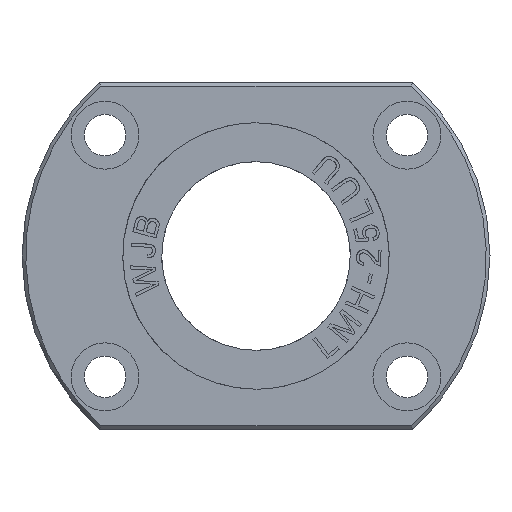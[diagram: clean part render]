
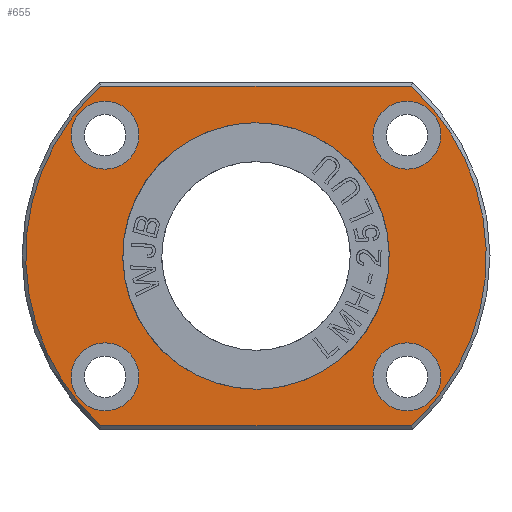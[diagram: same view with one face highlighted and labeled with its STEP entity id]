
A CAD part, left-side view. The second image highlights one B-rep face of the part: STEP entity #655.
In plain terms, the highlighted planar face has unit normal (-1, 0, 0).
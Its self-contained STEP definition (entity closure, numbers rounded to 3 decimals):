
#607=CIRCLE('',#6793,4.5);
#608=CIRCLE('',#6794,4.5);
#609=CIRCLE('',#6795,4.5);
#610=CIRCLE('',#6796,4.5);
#655=ADVANCED_FACE('',(#1318,#1319,#1320,#1321,#1322,#1323),#1021,.T.);
#1021=PLANE('',#6797);
#1318=FACE_BOUND('',#1417,.T.);
#1319=FACE_BOUND('',#1418,.T.);
#1320=FACE_BOUND('',#1419,.T.);
#1321=FACE_BOUND('',#1420,.T.);
#1322=FACE_BOUND('',#1421,.T.);
#1323=FACE_BOUND('',#1422,.T.);
#1417=EDGE_LOOP('',(#2531));
#1418=EDGE_LOOP('',(#2532));
#1419=EDGE_LOOP('',(#2533,#2534));
#1420=EDGE_LOOP('',(#2535,#2536,#2537,#2538));
#1421=EDGE_LOOP('',(#2539));
#1422=EDGE_LOOP('',(#2540));
#1892=B_SPLINE_CURVE_WITH_KNOTS('',3,(#10150,#10151,#10152,#10153,#10154,
#10155,#10156,#10157,#10158,#10159),.UNSPECIFIED.,.F.,.F.,(4,2,2,2,4),(0.,
0.25,0.5,0.75,1.),.UNSPECIFIED.);
#1893=B_SPLINE_CURVE_WITH_KNOTS('',3,(#10162,#10163,#10164,#10165,#10166,
#10167,#10168,#10169,#10170,#10171),.UNSPECIFIED.,.F.,.F.,(4,2,2,2,4),(0.,
0.25,0.5,0.75,1.),.UNSPECIFIED.);
#1894=B_SPLINE_CURVE_WITH_KNOTS('',3,(#10172,#10173,#10174,#10175,#10176,
#10177,#10178,#10179,#10180,#10181),.UNSPECIFIED.,.F.,.F.,(4,2,2,2,4),(0.,
0.25,0.5,0.75,1.),.UNSPECIFIED.);
#1895=B_SPLINE_CURVE_WITH_KNOTS('',3,(#10184,#10185,#10186,#10187),.UNSPECIFIED.,
 .F.,.F.,(4,4),(0.,1.),.UNSPECIFIED.);
#1896=B_SPLINE_CURVE_WITH_KNOTS('',3,(#10189,#10190,#10191,#10192,#10193,
#10194,#10195,#10196,#10197,#10198),.UNSPECIFIED.,.F.,.F.,(4,2,2,2,4),(0.,
0.25,0.5,0.75,1.),.UNSPECIFIED.);
#1897=B_SPLINE_CURVE_WITH_KNOTS('',3,(#10200,#10201,#10202,#10203),.UNSPECIFIED.,
 .F.,.F.,(4,4),(0.,1.),.UNSPECIFIED.);
#2531=ORIENTED_EDGE('',*,*,#5027,.T.);
#2532=ORIENTED_EDGE('',*,*,#5028,.F.);
#2533=ORIENTED_EDGE('',*,*,#5029,.T.);
#2534=ORIENTED_EDGE('',*,*,#5030,.T.);
#2535=ORIENTED_EDGE('',*,*,#5031,.F.);
#2536=ORIENTED_EDGE('',*,*,#5032,.F.);
#2537=ORIENTED_EDGE('',*,*,#5033,.F.);
#2538=ORIENTED_EDGE('',*,*,#5034,.F.);
#2539=ORIENTED_EDGE('',*,*,#5035,.F.);
#2540=ORIENTED_EDGE('',*,*,#5036,.T.);
#4396=VERTEX_POINT('',#10147);
#4397=VERTEX_POINT('',#10149);
#4398=VERTEX_POINT('',#10160);
#4399=VERTEX_POINT('',#10161);
#4400=VERTEX_POINT('',#10182);
#4401=VERTEX_POINT('',#10183);
#4402=VERTEX_POINT('',#10188);
#4403=VERTEX_POINT('',#10199);
#4404=VERTEX_POINT('',#10205);
#4405=VERTEX_POINT('',#10207);
#5027=EDGE_CURVE('',#4396,#4396,#607,.T.);
#5028=EDGE_CURVE('',#4397,#4397,#608,.T.);
#5029=EDGE_CURVE('',#4398,#4399,#1892,.T.);
#5030=EDGE_CURVE('',#4399,#4398,#1893,.T.);
#5031=EDGE_CURVE('',#4400,#4401,#1894,.T.);
#5032=EDGE_CURVE('',#4402,#4400,#1895,.T.);
#5033=EDGE_CURVE('',#4403,#4402,#1896,.T.);
#5034=EDGE_CURVE('',#4401,#4403,#1897,.T.);
#5035=EDGE_CURVE('',#4404,#4404,#609,.T.);
#5036=EDGE_CURVE('',#4405,#4405,#610,.T.);
#6793=AXIS2_PLACEMENT_3D('',#10146,#7385,#7386);
#6794=AXIS2_PLACEMENT_3D('',#10148,#7387,#7388);
#6795=AXIS2_PLACEMENT_3D('',#10204,#7389,#7390);
#6796=AXIS2_PLACEMENT_3D('',#10206,#7391,#7392);
#6797=AXIS2_PLACEMENT_3D('',#10208,#7393,#7394);
#7385=DIRECTION('',(1.,0.,0.));
#7386=DIRECTION('',(0.,0.,1.));
#7387=DIRECTION('',(-1.,0.,0.));
#7388=DIRECTION('',(0.,0.,-1.));
#7389=DIRECTION('',(-1.,0.,0.));
#7390=DIRECTION('',(0.,0.,1.));
#7391=DIRECTION('',(1.,0.,0.));
#7392=DIRECTION('',(0.,0.,-1.));
#7393=DIRECTION('',(-1.,0.,0.));
#7394=DIRECTION('',(0.,0.,1.));
#10146=CARTESIAN_POINT('',(0.,20.,-16.008));
#10147=CARTESIAN_POINT('',(0.,20.,-11.508));
#10148=CARTESIAN_POINT('',(0.,20.,16.008));
#10149=CARTESIAN_POINT('',(0.,20.,11.508));
#10150=CARTESIAN_POINT('',(0.,0.,-17.65));
#10151=CARTESIAN_POINT('',(0.,4.636,-17.65));
#10152=CARTESIAN_POINT('',(0.,9.203,-15.757));
#10153=CARTESIAN_POINT('',(0.,15.757,-9.204));
#10154=CARTESIAN_POINT('',(0.,17.65,-4.634));
#10155=CARTESIAN_POINT('',(0.,17.65,4.634));
#10156=CARTESIAN_POINT('',(0.,15.757,9.203));
#10157=CARTESIAN_POINT('',(0.,9.204,15.757));
#10158=CARTESIAN_POINT('',(0.,4.638,17.65));
#10159=CARTESIAN_POINT('',(0.,0.,17.65));
#10160=CARTESIAN_POINT('',(0.,0.,-17.65));
#10161=CARTESIAN_POINT('',(0.,0.,17.65));
#10162=CARTESIAN_POINT('',(0.,0.,17.65));
#10163=CARTESIAN_POINT('',(0.,-4.636,17.65));
#10164=CARTESIAN_POINT('',(0.,-9.203,15.757));
#10165=CARTESIAN_POINT('',(0.,-15.757,9.204));
#10166=CARTESIAN_POINT('',(0.,-17.65,4.634));
#10167=CARTESIAN_POINT('',(0.,-17.65,-4.634));
#10168=CARTESIAN_POINT('',(0.,-15.757,-9.203));
#10169=CARTESIAN_POINT('',(0.,-9.204,-15.757));
#10170=CARTESIAN_POINT('',(0.,-4.638,-17.65));
#10171=CARTESIAN_POINT('',(0.,0.,-17.65));
#10172=CARTESIAN_POINT('',(0.,-20.591,22.5));
#10173=CARTESIAN_POINT('',(0.,-23.703,19.653));
#10174=CARTESIAN_POINT('',(0.,-26.213,16.152));
#10175=CARTESIAN_POINT('',(0.,-29.613,8.433));
#10176=CARTESIAN_POINT('',(0.,-30.5,4.217));
#10177=CARTESIAN_POINT('',(0.,-30.5,-4.217));
#10178=CARTESIAN_POINT('',(0.,-29.613,-8.433));
#10179=CARTESIAN_POINT('',(0.,-26.213,-16.152));
#10180=CARTESIAN_POINT('',(0.,-23.703,-19.653));
#10181=CARTESIAN_POINT('',(0.,-20.591,-22.5));
#10182=CARTESIAN_POINT('',(0.,-20.591,22.5));
#10183=CARTESIAN_POINT('',(0.,-20.591,-22.5));
#10184=CARTESIAN_POINT('',(0.,20.591,22.5));
#10185=CARTESIAN_POINT('',(0.,6.864,22.5));
#10186=CARTESIAN_POINT('',(0.,-6.864,22.5));
#10187=CARTESIAN_POINT('',(0.,-20.591,22.5));
#10188=CARTESIAN_POINT('',(0.,20.591,22.5));
#10189=CARTESIAN_POINT('',(0.,20.591,-22.5));
#10190=CARTESIAN_POINT('',(0.,23.703,-19.653));
#10191=CARTESIAN_POINT('',(0.,26.213,-16.152));
#10192=CARTESIAN_POINT('',(0.,29.613,-8.433));
#10193=CARTESIAN_POINT('',(0.,30.5,-4.217));
#10194=CARTESIAN_POINT('',(0.,30.5,4.217));
#10195=CARTESIAN_POINT('',(0.,29.613,8.433));
#10196=CARTESIAN_POINT('',(0.,26.213,16.152));
#10197=CARTESIAN_POINT('',(0.,23.703,19.653));
#10198=CARTESIAN_POINT('',(0.,20.591,22.5));
#10199=CARTESIAN_POINT('',(0.,20.591,-22.5));
#10200=CARTESIAN_POINT('',(0.,-20.591,-22.5));
#10201=CARTESIAN_POINT('',(0.,-6.864,-22.5));
#10202=CARTESIAN_POINT('',(0.,6.864,-22.5));
#10203=CARTESIAN_POINT('',(0.,20.591,-22.5));
#10204=CARTESIAN_POINT('',(0.,-20.,-16.008));
#10205=CARTESIAN_POINT('',(0.,-20.,-11.508));
#10206=CARTESIAN_POINT('',(0.,-20.,16.008));
#10207=CARTESIAN_POINT('',(0.,-20.,11.508));
#10208=CARTESIAN_POINT('',(0.,-31.11,-30.5));
